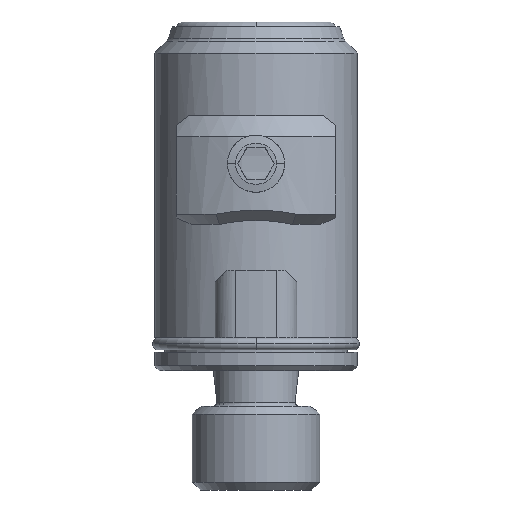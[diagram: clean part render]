
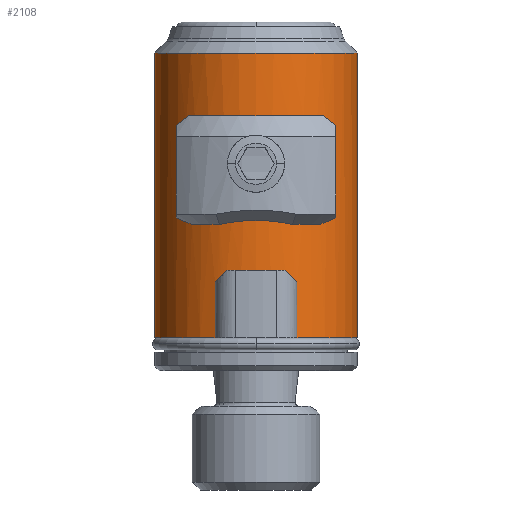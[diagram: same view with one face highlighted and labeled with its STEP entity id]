
A CAD part, front view. The second image highlights one B-rep face of the part: STEP entity #2108.
In plain terms, the highlighted cylindrical face has radius 12.75 mm (diameter 25.5 mm), a partial arc.
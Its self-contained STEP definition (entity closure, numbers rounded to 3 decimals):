
#1565=CARTESIAN_POINT('',(12.75,0.,-39.1));
#1566=VERTEX_POINT('',#1565);
#1574=CARTESIAN_POINT('',(5.15,-11.664,-39.1));
#1575=VERTEX_POINT('',#1574);
#1576=CARTESIAN_POINT('',(0.,0.,-39.1));
#1577=DIRECTION('',(0.,0.,-1.));
#1578=DIRECTION('',(-1.,0.,0.));
#1579=AXIS2_PLACEMENT_3D('',#1576,#1577,#1578);
#1580=CIRCLE('',#1579,12.75);
#1581=EDGE_CURVE('',#1566,#1575,#1580,.T.);
#1618=CARTESIAN_POINT('',(-5.15,-11.664,-39.1));
#1619=VERTEX_POINT('',#1618);
#1626=CARTESIAN_POINT('',(-12.75,-0.,-39.1));
#1627=VERTEX_POINT('',#1626);
#1628=CARTESIAN_POINT('',(0.,0.,-39.1));
#1629=DIRECTION('',(0.,0.,-1.));
#1630=DIRECTION('',(-1.,0.,0.));
#1631=AXIS2_PLACEMENT_3D('',#1628,#1629,#1630);
#1632=CIRCLE('',#1631,12.75);
#1633=EDGE_CURVE('',#1619,#1627,#1632,.T.);
#1945=CARTESIAN_POINT('',(0.,0.,83.785));
#1946=DIRECTION('',(0.,0.,-1.));
#1947=DIRECTION('',(-1.,0.,0.));
#1948=AXIS2_PLACEMENT_3D('',#1945,#1946,#1947);
#1949=CYLINDRICAL_SURFACE('',#1948,12.75);
#1950=CARTESIAN_POINT('',(12.75,0.,-3.299));
#1951=VERTEX_POINT('',#1950);
#1952=CARTESIAN_POINT('',(12.75,0.,-39.1));
#1953=DIRECTION('',(-0.,-0.,1.));
#1954=VECTOR('',#1953,35.801);
#1955=LINE('',#1952,#1954);
#1956=EDGE_CURVE('',#1566,#1951,#1955,.T.);
#1957=ORIENTED_EDGE('',*,*,#1956,.T.);
#1958=CARTESIAN_POINT('',(-12.75,-0.,-3.299));
#1959=VERTEX_POINT('',#1958);
#1960=CARTESIAN_POINT('',(0.,0.,-3.299));
#1961=DIRECTION('',(0.,0.,-1.));
#1962=DIRECTION('',(-1.,0.,0.));
#1963=AXIS2_PLACEMENT_3D('',#1960,#1961,#1962);
#1964=CIRCLE('',#1963,12.75);
#1965=EDGE_CURVE('',#1951,#1959,#1964,.T.);
#1966=ORIENTED_EDGE('',*,*,#1965,.T.);
#1967=CARTESIAN_POINT('',(-12.75,0.,-39.1));
#1968=DIRECTION('',(0.,-0.,1.));
#1969=VECTOR('',#1968,35.801);
#1970=LINE('',#1967,#1969);
#1971=EDGE_CURVE('',#1627,#1959,#1970,.T.);
#1972=ORIENTED_EDGE('',*,*,#1971,.F.);
#1973=ORIENTED_EDGE('',*,*,#1633,.F.);
#1974=CARTESIAN_POINT('',(-5.15,-11.664,-32.1));
#1975=VERTEX_POINT('',#1974);
#1976=CARTESIAN_POINT('',(-5.15,-11.664,-32.1));
#1977=DIRECTION('',(0.,0.,-1.));
#1978=VECTOR('',#1977,7.);
#1979=LINE('',#1976,#1978);
#1980=EDGE_CURVE('',#1975,#1619,#1979,.T.);
#1981=ORIENTED_EDGE('',*,*,#1980,.F.);
#1982=CARTESIAN_POINT('',(-3.65,-12.216,-30.6));
#1983=VERTEX_POINT('',#1982);
#1984=CARTESIAN_POINT('',(0.,0.,-26.95));
#1985=DIRECTION('',(-0.707,0.,0.707));
#1986=DIRECTION('',(-0.707,0.,-0.707));
#1987=AXIS2_PLACEMENT_3D('',#1984,#1985,#1986);
#1988=ELLIPSE('',#1987,18.031,12.75);
#1989=EDGE_CURVE('',#1975,#1983,#1988,.T.);
#1990=ORIENTED_EDGE('',*,*,#1989,.T.);
#1991=CARTESIAN_POINT('',(3.65,-12.216,-30.6));
#1992=VERTEX_POINT('',#1991);
#1993=CARTESIAN_POINT('',(0.,0.,-30.6));
#1994=DIRECTION('',(0.,-0.,1.));
#1995=DIRECTION('',(0.,1.,0.));
#1996=AXIS2_PLACEMENT_3D('',#1993,#1994,#1995);
#1997=CIRCLE('',#1996,12.75);
#1998=EDGE_CURVE('',#1983,#1992,#1997,.T.);
#1999=ORIENTED_EDGE('',*,*,#1998,.T.);
#2000=CARTESIAN_POINT('',(5.15,-11.664,-32.1));
#2001=VERTEX_POINT('',#2000);
#2002=CARTESIAN_POINT('',(0.,0.,-26.95));
#2003=DIRECTION('',(0.707,0.,0.707));
#2004=DIRECTION('',(0.707,0.,-0.707));
#2005=AXIS2_PLACEMENT_3D('',#2002,#2003,#2004);
#2006=ELLIPSE('',#2005,18.031,12.75);
#2007=EDGE_CURVE('',#1992,#2001,#2006,.T.);
#2008=ORIENTED_EDGE('',*,*,#2007,.T.);
#2009=CARTESIAN_POINT('',(5.15,-11.664,-32.1));
#2010=DIRECTION('',(0.,0.,-1.));
#2011=VECTOR('',#2010,7.);
#2012=LINE('',#2009,#2011);
#2013=EDGE_CURVE('',#2001,#1575,#2012,.T.);
#2014=ORIENTED_EDGE('',*,*,#2013,.T.);
#2015=ORIENTED_EDGE('',*,*,#1581,.F.);
#2016=EDGE_LOOP('',(#1957,#1966,#1972,#1973,#1981,#1990,#1999,#2008,#2014,#2015));
#2017=FACE_BOUND('',#2016,.T.);
#2018=CARTESIAN_POINT('',(-8.023,-9.91,-24.839));
#2019=VERTEX_POINT('',#2018);
#2020=CARTESIAN_POINT('',(-8.79,-9.235,-23.9));
#2021=VERTEX_POINT('',#2020);
#2022=CARTESIAN_POINT('',(-8.023,-9.91,-24.839));
#2023=CARTESIAN_POINT('',(-8.29,-9.693,-24.53));
#2024=CARTESIAN_POINT('',(-8.546,-9.468,-24.216));
#2025=CARTESIAN_POINT('',(-8.79,-9.235,-23.9));
#2026=B_SPLINE_CURVE_WITH_KNOTS('',3,(#2022,#2023,#2024,#2025),.UNSPECIFIED.,.F.,.F.,(4,4),(0.,1.),.UNSPECIFIED.);
#2027=EDGE_CURVE('',#2019,#2021,#2026,.T.);
#2028=ORIENTED_EDGE('',*,*,#2027,.T.);
#2029=CARTESIAN_POINT('',(-8.79,-9.235,-12.5));
#2030=VERTEX_POINT('',#2029);
#2031=CARTESIAN_POINT('',(-8.79,-9.235,-23.9));
#2032=DIRECTION('',(0.,0.,1.));
#2033=VECTOR('',#2032,11.4);
#2034=LINE('',#2031,#2033);
#2035=EDGE_CURVE('',#2021,#2030,#2034,.T.);
#2036=ORIENTED_EDGE('',*,*,#2035,.T.);
#2037=CARTESIAN_POINT('',(-7.703,-10.16,-11.2));
#2038=VERTEX_POINT('',#2037);
#2039=CARTESIAN_POINT('',(-7.703,-10.16,-11.2));
#2040=CARTESIAN_POINT('',(-8.088,-9.868,-11.625));
#2041=CARTESIAN_POINT('',(-8.45,-9.559,-12.06));
#2042=CARTESIAN_POINT('',(-8.79,-9.235,-12.5));
#2043=B_SPLINE_CURVE_WITH_KNOTS('',3,(#2039,#2040,#2041,#2042),.UNSPECIFIED.,.F.,.F.,(4,4),(0.,1.),.UNSPECIFIED.);
#2044=EDGE_CURVE('',#2038,#2030,#2043,.T.);
#2045=ORIENTED_EDGE('',*,*,#2044,.F.);
#2046=CARTESIAN_POINT('',(7.703,-10.16,-11.2));
#2047=VERTEX_POINT('',#2046);
#2048=CARTESIAN_POINT('',(0.,0.,-11.2));
#2049=DIRECTION('',(0.,0.,1.));
#2050=DIRECTION('',(-1.,0.,0.));
#2051=AXIS2_PLACEMENT_3D('',#2048,#2049,#2050);
#2052=CIRCLE('',#2051,12.75);
#2053=EDGE_CURVE('',#2038,#2047,#2052,.T.);
#2054=ORIENTED_EDGE('',*,*,#2053,.T.);
#2055=CARTESIAN_POINT('',(8.79,-9.235,-12.5));
#2056=VERTEX_POINT('',#2055);
#2057=CARTESIAN_POINT('',(8.79,-9.235,-12.5));
#2058=CARTESIAN_POINT('',(8.45,-9.559,-12.06));
#2059=CARTESIAN_POINT('',(8.088,-9.868,-11.625));
#2060=CARTESIAN_POINT('',(7.703,-10.16,-11.2));
#2061=B_SPLINE_CURVE_WITH_KNOTS('',3,(#2057,#2058,#2059,#2060),.UNSPECIFIED.,.F.,.F.,(4,4),(0.,1.),.UNSPECIFIED.);
#2062=EDGE_CURVE('',#2056,#2047,#2061,.T.);
#2063=ORIENTED_EDGE('',*,*,#2062,.F.);
#2064=CARTESIAN_POINT('',(8.79,-9.235,-23.9));
#2065=VERTEX_POINT('',#2064);
#2066=CARTESIAN_POINT('',(8.79,-9.235,-12.5));
#2067=DIRECTION('',(0.,0.,-1.));
#2068=VECTOR('',#2067,11.4);
#2069=LINE('',#2066,#2068);
#2070=EDGE_CURVE('',#2056,#2065,#2069,.T.);
#2071=ORIENTED_EDGE('',*,*,#2070,.T.);
#2072=CARTESIAN_POINT('',(8.023,-9.91,-24.839));
#2073=VERTEX_POINT('',#2072);
#2074=CARTESIAN_POINT('',(8.79,-9.235,-23.9));
#2075=CARTESIAN_POINT('',(8.546,-9.468,-24.216));
#2076=CARTESIAN_POINT('',(8.29,-9.693,-24.53));
#2077=CARTESIAN_POINT('',(8.023,-9.91,-24.839));
#2078=B_SPLINE_CURVE_WITH_KNOTS('',3,(#2074,#2075,#2076,#2077),.UNSPECIFIED.,.F.,.F.,(4,4),(0.,1.),.UNSPECIFIED.);
#2079=EDGE_CURVE('',#2065,#2073,#2078,.T.);
#2080=ORIENTED_EDGE('',*,*,#2079,.T.);
#2081=CARTESIAN_POINT('',(4.596,-11.893,-24.839));
#2082=VERTEX_POINT('',#2081);
#2083=CARTESIAN_POINT('',(0.,0.,-24.839));
#2084=DIRECTION('',(0.,0.,1.));
#2085=DIRECTION('',(1.,0.,-0.));
#2086=AXIS2_PLACEMENT_3D('',#2083,#2084,#2085);
#2087=CIRCLE('',#2086,12.75);
#2088=EDGE_CURVE('',#2082,#2073,#2087,.T.);
#2089=ORIENTED_EDGE('',*,*,#2088,.F.);
#2090=CARTESIAN_POINT('',(-4.596,-11.893,-24.839));
#2091=VERTEX_POINT('',#2090);
#2092=CARTESIAN_POINT('',(0.,0.,-31.705));
#2093=DIRECTION('',(0.,0.5,0.866));
#2094=DIRECTION('',(0.,0.866,-0.5));
#2095=AXIS2_PLACEMENT_3D('',#2092,#2093,#2094);
#2096=ELLIPSE('',#2095,14.722,12.75);
#2097=EDGE_CURVE('',#2091,#2082,#2096,.T.);
#2098=ORIENTED_EDGE('',*,*,#2097,.F.);
#2099=CARTESIAN_POINT('',(0.,0.,-24.839));
#2100=DIRECTION('',(0.,0.,1.));
#2101=DIRECTION('',(1.,0.,-0.));
#2102=AXIS2_PLACEMENT_3D('',#2099,#2100,#2101);
#2103=CIRCLE('',#2102,12.75);
#2104=EDGE_CURVE('',#2019,#2091,#2103,.T.);
#2105=ORIENTED_EDGE('',*,*,#2104,.F.);
#2106=EDGE_LOOP('',(#2028,#2036,#2045,#2054,#2063,#2071,#2080,#2089,#2098,#2105));
#2107=FACE_BOUND('',#2106,.T.);
#2108=ADVANCED_FACE('',(#2017,#2107),#1949,.T.);
